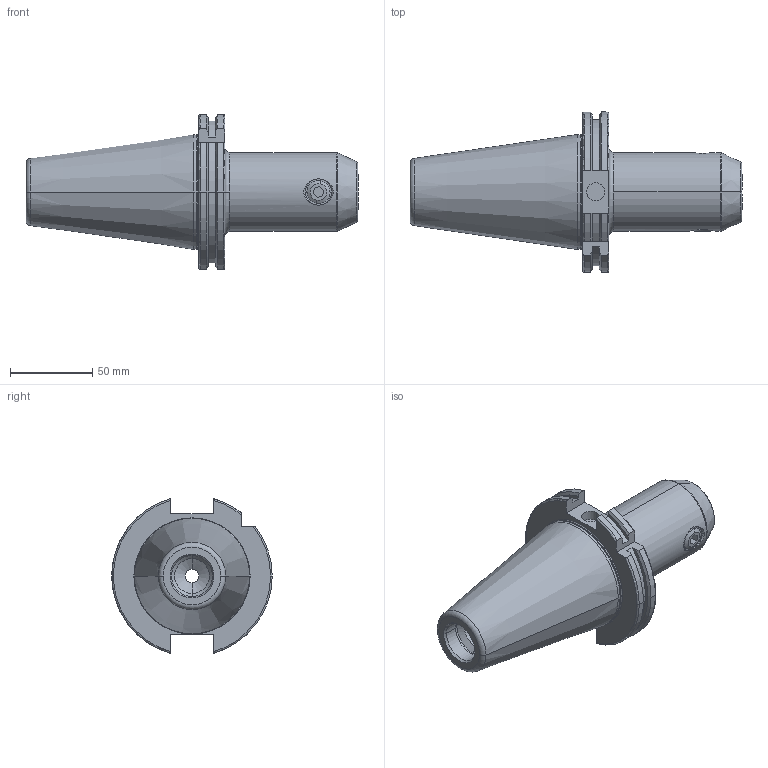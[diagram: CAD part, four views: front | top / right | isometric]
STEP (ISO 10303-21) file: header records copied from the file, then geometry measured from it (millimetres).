
FILE_DESCRIPTION (( 'STEP AP203' ), '1' );
FILE_NAME ('FWS501A-EMH16100.STEP', '2024-08-29T11:19:09', ( '' ), ( '' ), 'SwSTEP 2.0', 'SolidWorks 2024', '' );
FILE_SCHEMA (( 'CONFIG_CONTROL_DESIGN' ));
Length unit declared in the file: millimetre
Products named in the file (3): GS-M14X16-DIN1835-B_ISO 4026 - M12 x 12-N; SK50EM16100WW; FWS501A-EMH16100
Assembly tree (2 placements, depth 2):
  FWS501A-EMH16100
    SK50EM16100WW
    GS-M14X16-DIN1835-B_ISO 4026 - M12 x 12-N
Bounding box: 201.75 x 97.5 x 94.05 mm (x, y, z)
Volume: 464763.7 mm3; surface area: 58010.1 mm2
Topology: 2 solids, 2 shells, 125 faces, 299 edges, 187 vertices
Faces by surface type: cylinder 39, plane 33, cone 29, torus 22, sphere 2
Entity records: 4296 total; most frequent: CARTESIAN_POINT 1025, DIRECTION 669, ORIENTED_EDGE 598, EDGE_CURVE 299, AXIS2_PLACEMENT_3D 273, VERTEX_POINT 187, CIRCLE 143, EDGE_LOOP 138
